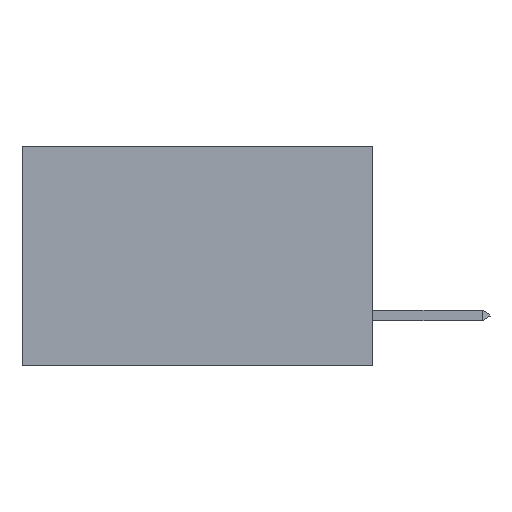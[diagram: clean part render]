
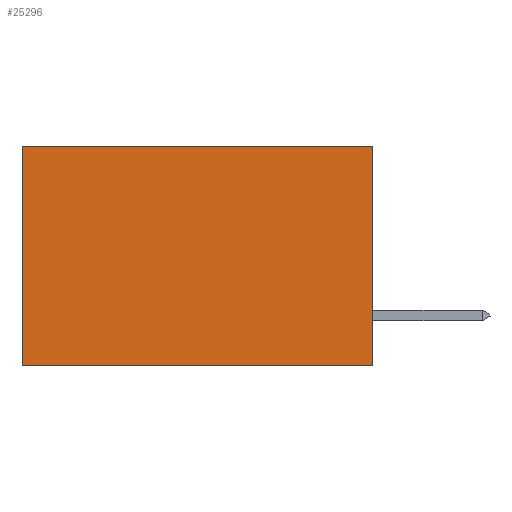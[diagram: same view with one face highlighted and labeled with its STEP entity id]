
A CAD part, left-side view. The second image highlights one B-rep face of the part: STEP entity #25296.
In plain terms, the highlighted planar face has unit normal (-1, 0, 0).
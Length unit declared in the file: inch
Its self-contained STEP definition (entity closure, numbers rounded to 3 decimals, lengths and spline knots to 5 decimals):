
#313 = VECTOR ( 'NONE', #13366, 39.37008 ) ;
#2428 = EDGE_LOOP ( 'NONE', ( #3761, #8731, #7924, #16243 ) ) ;
#2636 = LINE ( 'NONE', #5284, #23730 ) ;
#3761 = ORIENTED_EDGE ( 'NONE', *, *, #8239, .T. ) ;
#4255 = DIRECTION ( 'NONE',  ( 0., 0., -1. ) ) ;
#4400 = EDGE_CURVE ( 'NONE', #23877, #11480, #2636, .T. ) ;
#4645 = DIRECTION ( 'NONE',  ( 0., 0., -1. ) ) ;
#4651 = CARTESIAN_POINT ( 'NONE',  ( 0.277, 0.59, -0.37 ) ) ;
#5204 = LINE ( 'NONE', #9228, #313 ) ;
#5284 = CARTESIAN_POINT ( 'NONE',  ( 0.277, 0., -0.37 ) ) ;
#5409 = VECTOR ( 'NONE', #4255, 39.37008 ) ;
#7502 = CARTESIAN_POINT ( 'NONE',  ( 0.277, 0.59, -0.37 ) ) ;
#7924 = ORIENTED_EDGE ( 'NONE', *, *, #4400, .F. ) ;
#8239 = EDGE_CURVE ( 'NONE', #12698, #19267, #11593, .T. ) ;
#8731 = ORIENTED_EDGE ( 'NONE', *, *, #10000, .F. ) ;
#9228 = CARTESIAN_POINT ( 'NONE',  ( 0.277, 0., 0. ) ) ;
#9843 = DIRECTION ( 'NONE',  ( 1., 0., 0. ) ) ;
#10000 = EDGE_CURVE ( 'NONE', #11480, #19267, #14612, .T. ) ;
#10576 = CARTESIAN_POINT ( 'NONE',  ( 0.277, 0., -0.37 ) ) ;
#11339 = CARTESIAN_POINT ( 'NONE',  ( 0.277, 0., 0. ) ) ;
#11480 = VERTEX_POINT ( 'NONE', #15190 ) ;
#11593 = LINE ( 'NONE', #4651, #5409 ) ;
#12698 = VERTEX_POINT ( 'NONE', #17555 ) ;
#13366 = DIRECTION ( 'NONE',  ( 0., 1., 0. ) ) ;
#14612 = LINE ( 'NONE', #10576, #24635 ) ;
#15190 = CARTESIAN_POINT ( 'NONE',  ( 0.277, 0., -0.37 ) ) ;
#16243 = ORIENTED_EDGE ( 'NONE', *, *, #19146, .T. ) ;
#17555 = CARTESIAN_POINT ( 'NONE',  ( 0.277, 0.59, 0. ) ) ;
#17991 = PLANE ( 'NONE',  #18283 ) ;
#18283 = AXIS2_PLACEMENT_3D ( 'NONE', #20031, #9843, #23960 ) ;
#19146 = EDGE_CURVE ( 'NONE', #23877, #12698, #5204, .T. ) ;
#19267 = VERTEX_POINT ( 'NONE', #7502 ) ;
#20031 = CARTESIAN_POINT ( 'NONE',  ( 0.277, 0., -0.37 ) ) ;
#20041 = FACE_OUTER_BOUND ( 'NONE', #2428, .T. ) ;
#22704 = DIRECTION ( 'NONE',  ( 0., 1., 0. ) ) ;
#23730 = VECTOR ( 'NONE', #4645, 39.37008 ) ;
#23877 = VERTEX_POINT ( 'NONE', #11339 ) ;
#23960 = DIRECTION ( 'NONE',  ( 0., 0., -1. ) ) ;
#24635 = VECTOR ( 'NONE', #22704, 39.37008 ) ;
#25296 = ADVANCED_FACE ( 'NONE', ( #20041 ), #17991, .F. ) ;
